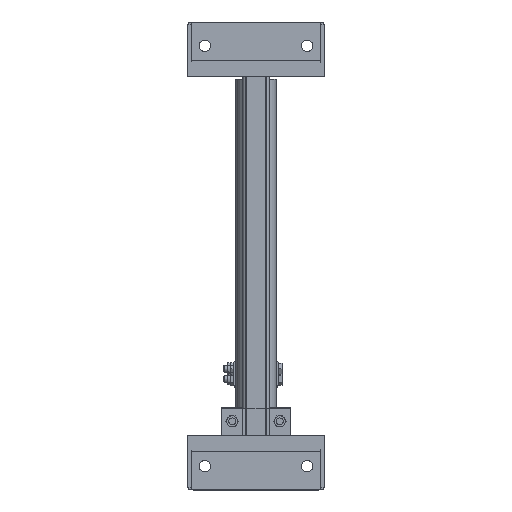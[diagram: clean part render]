
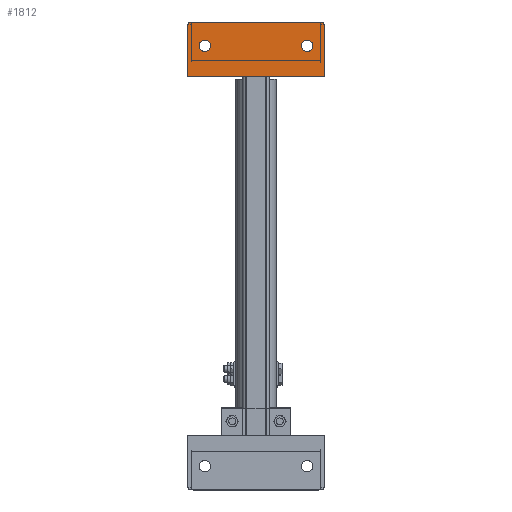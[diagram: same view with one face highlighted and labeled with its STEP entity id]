
A CAD part, left-side view. The second image highlights one B-rep face of the part: STEP entity #1812.
In plain terms, the highlighted face is planar.
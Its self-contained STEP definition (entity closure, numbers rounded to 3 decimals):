
#1812=ADVANCED_FACE('',(#3296,#3297,#3298),#3299,.T.);
#3296=FACE_BOUND('',#5965,.T.);
#3297=FACE_BOUND('',#5966,.T.);
#3298=FACE_OUTER_BOUND('',#5967,.T.);
#3299=PLANE('',#5968);
#5965=EDGE_LOOP('',(#10083));
#5966=EDGE_LOOP('',(#10084));
#5967=EDGE_LOOP('',(#10085,#10086,#10087,#10088,#10089,#10090));
#5968=AXIS2_PLACEMENT_3D('',#10091,#10092,#10093);
#10083=ORIENTED_EDGE('',*,*,#12541,.F.);
#10084=ORIENTED_EDGE('',*,*,#12542,.F.);
#10085=ORIENTED_EDGE('',*,*,#12543,.T.);
#10086=ORIENTED_EDGE('',*,*,#11748,.F.);
#10087=ORIENTED_EDGE('',*,*,#12520,.T.);
#10088=ORIENTED_EDGE('',*,*,#12384,.F.);
#10089=ORIENTED_EDGE('',*,*,#12544,.F.);
#10090=ORIENTED_EDGE('',*,*,#12474,.T.);
#10091=CARTESIAN_POINT('',(-4891.835,10695.211,4664.048));
#10092=DIRECTION('',(0.,-1.,0.));
#10093=DIRECTION('',(1.,0.,0.));
#11748=EDGE_CURVE('',#13001,#12996,#13003,.T.);
#12384=EDGE_CURVE('',#14031,#14028,#14033,.T.);
#12474=EDGE_CURVE('',#14156,#14154,#14157,.T.);
#12520=EDGE_CURVE('',#13001,#14028,#14218,.T.);
#12541=EDGE_CURVE('',#14244,#14244,#14245,.T.);
#12542=EDGE_CURVE('',#14246,#14246,#14247,.T.);
#12543=EDGE_CURVE('',#14154,#12996,#14248,.T.);
#12544=EDGE_CURVE('',#14156,#14031,#14249,.T.);
#12996=VERTEX_POINT('',#14939);
#13001=VERTEX_POINT('',#14946);
#13003=LINE('',#14949,#14950);
#14028=VERTEX_POINT('',#17923);
#14031=VERTEX_POINT('',#17927);
#14033=LINE('',#17930,#17931);
#14154=VERTEX_POINT('',#18199);
#14156=VERTEX_POINT('',#18202);
#14157=LINE('',#18203,#18204);
#14218=ELLIPSE('',#18331,3.226,3.);
#14244=VERTEX_POINT('',#18415);
#14245=CIRCLE('',#18416,8.5);
#14246=VERTEX_POINT('',#18417);
#14247=CIRCLE('',#18418,8.5);
#14248=ELLIPSE('',#18419,3.226,3.);
#14249=LINE('',#18420,#18421);
#14939=CARTESIAN_POINT('',(-4988.608,10695.211,4584.048));
#14946=CARTESIAN_POINT('',(-4795.061,10695.211,4584.048));
#14949=CARTESIAN_POINT('',(-4991.835,10695.211,4584.048));
#14950=VECTOR('',#19691,1.);
#17923=CARTESIAN_POINT('',(-4791.835,10695.211,4587.048));
#17927=CARTESIAN_POINT('',(-4791.835,10695.211,4664.048));
#17930=CARTESIAN_POINT('',(-4791.835,10695.211,4664.048));
#17931=VECTOR('',#20341,1.);
#18199=CARTESIAN_POINT('',(-4991.835,10695.211,4587.048));
#18202=CARTESIAN_POINT('',(-4991.835,10695.211,4664.048));
#18203=CARTESIAN_POINT('',(-4991.835,10695.211,4664.048));
#18204=VECTOR('',#20448,1.);
#18331=AXIS2_PLACEMENT_3D('',#20497,#20498,#20499);
#18415=CARTESIAN_POINT('',(-4958.335,10695.211,4619.048));
#18416=AXIS2_PLACEMENT_3D('',#20510,#20511,#20512);
#18417=CARTESIAN_POINT('',(-4808.335,10695.211,4619.048));
#18418=AXIS2_PLACEMENT_3D('',#20513,#20514,#20515);
#18419=AXIS2_PLACEMENT_3D('',#20516,#20517,#20518);
#18420=CARTESIAN_POINT('',(-4991.835,10695.211,4664.048));
#18421=VECTOR('',#20519,1.);
#19691=DIRECTION('',(-1.,0.,0.));
#20341=DIRECTION('',(0.,0.,-1.));
#20448=DIRECTION('',(0.,0.,-1.));
#20497=CARTESIAN_POINT('',(-4795.061,10695.211,4587.048));
#20498=DIRECTION('',(0.,-1.,0.));
#20499=DIRECTION('',(1.,0.,0.));
#20510=CARTESIAN_POINT('',(-4966.835,10695.211,4619.048));
#20511=DIRECTION('',(0.,-1.,0.));
#20512=DIRECTION('',(1.,0.,0.));
#20513=CARTESIAN_POINT('',(-4816.835,10695.211,4619.048));
#20514=DIRECTION('',(0.,-1.,0.));
#20515=DIRECTION('',(1.,0.,0.));
#20516=CARTESIAN_POINT('',(-4988.608,10695.211,4587.048));
#20517=DIRECTION('',(0.,-1.,0.));
#20518=DIRECTION('',(-1.,0.,0.));
#20519=DIRECTION('',(1.,0.,0.));
